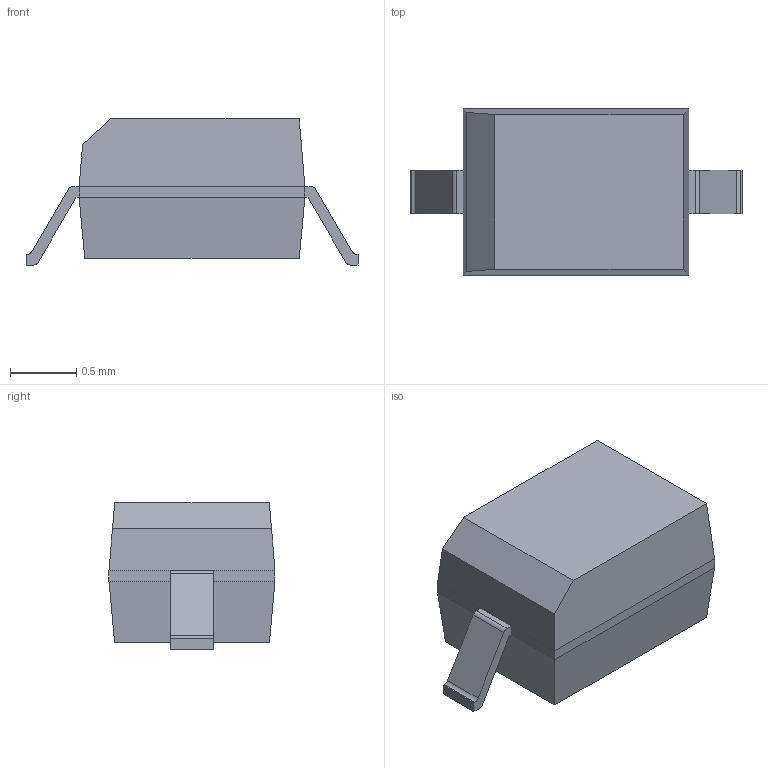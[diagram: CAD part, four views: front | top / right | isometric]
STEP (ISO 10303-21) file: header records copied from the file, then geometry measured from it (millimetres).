
FILE_DESCRIPTION(('CAx-IF Rec.Pracs.---Model Styling and Organization---1.5---2016-08-15','CAx-IF Rec.Pracs.---Geometric and Assembly Validation Properties---4.4---2016-08-17','CAx-IF Rec.Pracs.---User Defined Attributes---1.5---2016-08-15','CAx-IF Rec.Pracs.---External References---2.1---2005-01-19'),'2;1');
FILE_NAME('525854.2.2.step','2023-04-17T12:29:58',('Unspecified'),('Unspecified'),'CAD Exchanger 3.8.1 (cadexchanger.com)','Unspecified','');
FILE_SCHEMA(('AUTOMOTIVE_DESIGN { 1 0 10303 214 1 1 1 1 }'));
Length unit declared in the file: millimetre
Products named in the file (4): ASSEMBLY; Body; FilletPinL; FilletPinR
Assembly tree (3 placements, depth 2):
  ASSEMBLY
    Body
    FilletPinL
    FilletPinR
Bounding box: 2.5 x 1.25 x 1.1 mm (x, y, z)
Volume: 2.1 mm3; surface area: 10.9 mm2
Topology: 3 solids, 3 shells, 41 faces, 97 edges, 62 vertices
Faces by surface type: plane 35, cylinder 6
Entity records: 1227 total; most frequent: CARTESIAN_POINT 201, ORIENTED_EDGE 194, DIRECTION 193, EDGE_CURVE 97, LINE 85, VECTOR 85, VERTEX_POINT 62, AXIS2_PLACEMENT_3D 54
